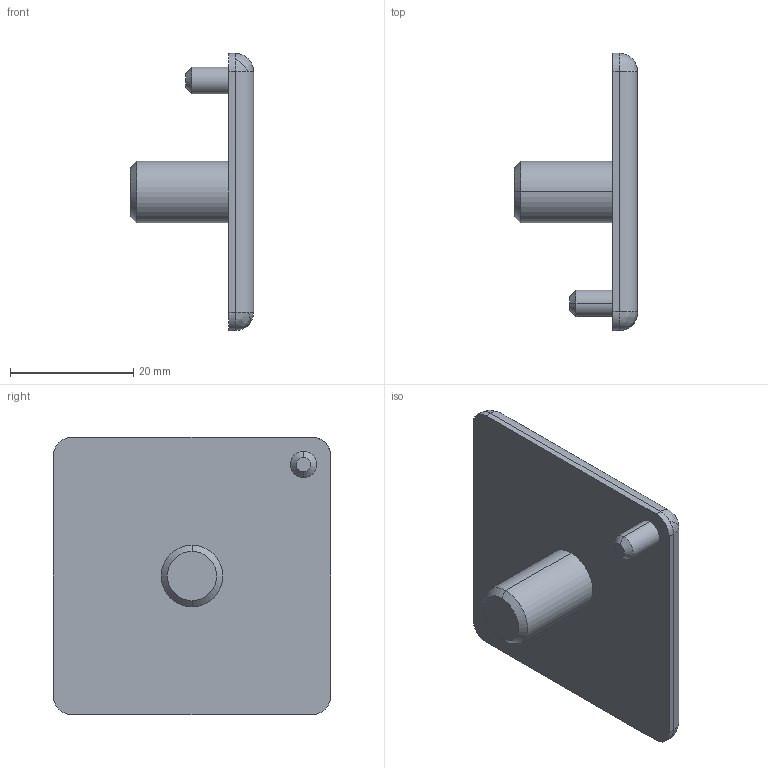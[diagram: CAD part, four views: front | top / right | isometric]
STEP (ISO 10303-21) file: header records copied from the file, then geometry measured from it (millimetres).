
FILE_DESCRIPTION (( 'STEP AP214' ), '1' );
FILE_NAME ('6131032', '2019-02-04T08:08:02', ( '' ), ('JUGARD+KÜNSTNER GmbH'), 'SwSTEP 2.0', 'SolidWorks 2017', '' );
FILE_SCHEMA (( 'AUTOMOTIVE_DESIGN' ));
Length unit declared in the file: millimetre
Products named in the file (1): 6131032_CNAJF00
Bounding box: 20 x 45 x 45 mm (x, y, z)
Volume: 9016.2 mm3; surface area: 5103.8 mm2
Topology: 1 solids, 1 shells, 40 faces, 90 edges, 53 vertices
Faces by surface type: plane 16, cylinder 12, bspline 6, cone 6
Entity records: 1201 total; most frequent: CARTESIAN_POINT 271, DIRECTION 196, ORIENTED_EDGE 174, EDGE_CURVE 87, AXIS2_PLACEMENT_3D 74, VERTEX_POINT 53, LINE 48, VECTOR 48
